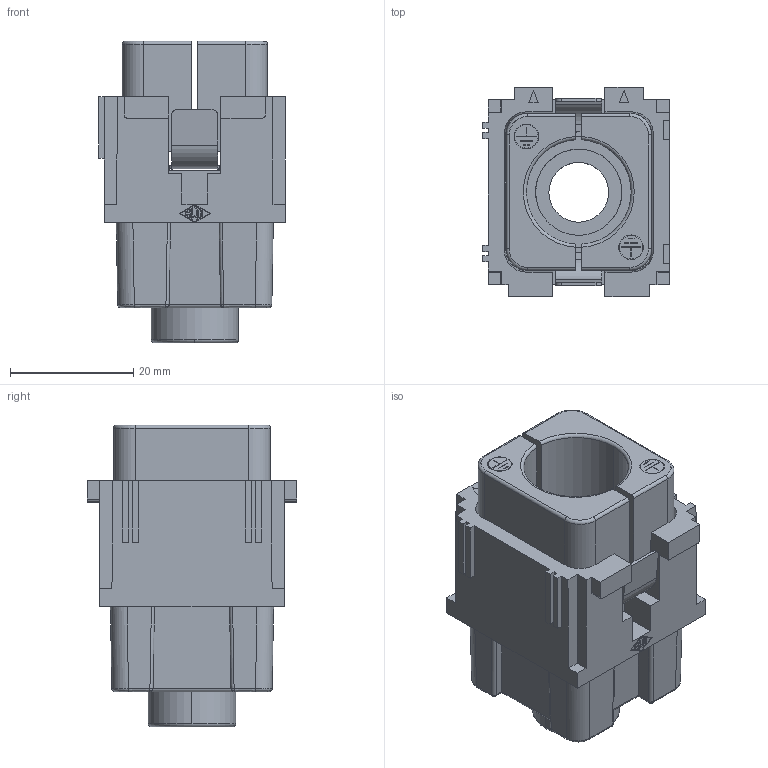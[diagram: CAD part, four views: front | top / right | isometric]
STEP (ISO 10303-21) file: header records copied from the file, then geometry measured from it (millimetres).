
FILE_DESCRIPTION(('CoCreate Modeling STEP Export'),'2;1');
FILE_NAME('CX 01 YPEF.stp','2010-02-10T 9:00:00',(''),(''),'CoCreate Modeling STEP processor for AP214 (Solid Model)','CoCreate Modeling 16.00A 16-Aug-2008 (C) Parametric Technology GmbH','');
FILE_SCHEMA(('AUTOMOTIVE_DESIGN { 1 0 10303 214 1 1 1 1 }'));
Length unit declared in the file: millimetre
Products named in the file (2): CX_01_YPEF
Assembly tree (1 placements, depth 2):
  CX_01_YPEF
    CX_01_YPEF
Bounding box: 30.3 x 34 x 49 mm (x, y, z)
Volume: 19932.6 mm3; surface area: 14594 mm2
Topology: 1 solids, 5 shells, 590 faces, 1550 edges, 1011 vertices
Faces by surface type: plane 302, cylinder 179, cone 40, bspline 36, extrusion 17, torus 16
Entity records: 24348 total; most frequent: CARTESIAN_POINT 6903, ORIENTED_EDGE 3084, DIRECTION 2348, EDGE_CURVE 1542, VERTEX_POINT 1011, VECTOR 926, LINE 909, AXIS2_PLACEMENT_3D 711
